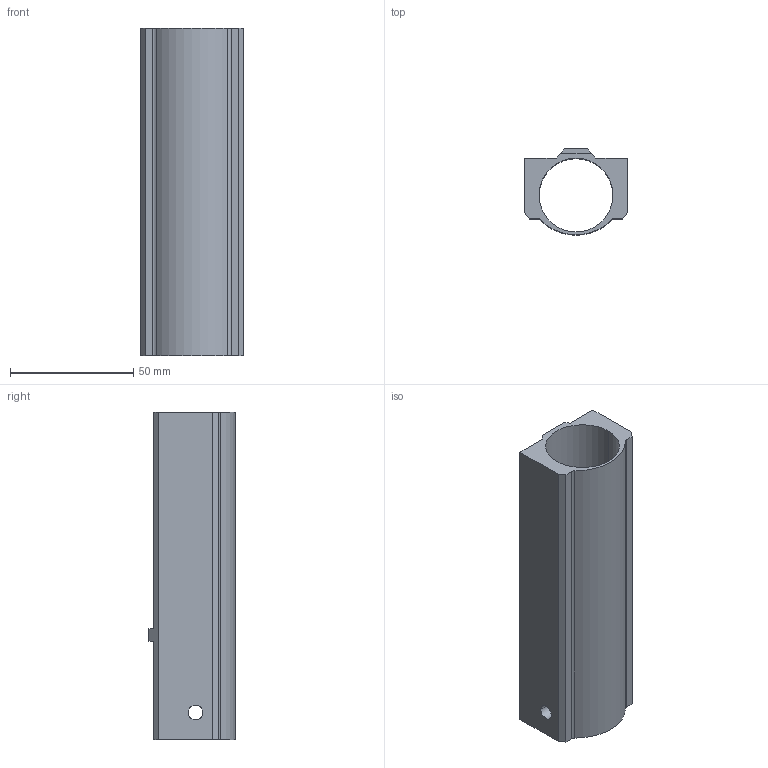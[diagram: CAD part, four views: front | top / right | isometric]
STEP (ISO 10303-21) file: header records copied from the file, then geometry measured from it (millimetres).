
FILE_DESCRIPTION (( 'STEP AP214' ), '1' );
FILE_NAME ('hidrolikSilindir.STEP', '2022-11-18T14:21:48', ( '' ), ( '' ), 'SwSTEP 2.0', 'SolidWorks 2022', '' );
FILE_SCHEMA (( 'AUTOMOTIVE_DESIGN' ));
Length unit declared in the file: millimetre
Products named in the file (1): hidrolikSilindir
Bounding box: 42 x 35.13 x 133 mm (x, y, z)
Volume: 64098.6 mm3; surface area: 31748.1 mm2
Topology: 1 solids, 1 shells, 29 faces, 84 edges, 56 vertices
Faces by surface type: plane 18, cylinder 11
Entity records: 1118 total; most frequent: CARTESIAN_POINT 302, ORIENTED_EDGE 168, DIRECTION 154, EDGE_CURVE 84, VECTOR 58, LINE 58, VERTEX_POINT 56, AXIS2_PLACEMENT_3D 48
